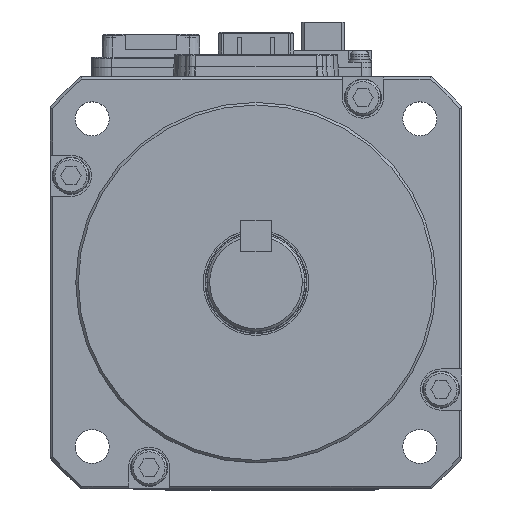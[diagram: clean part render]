
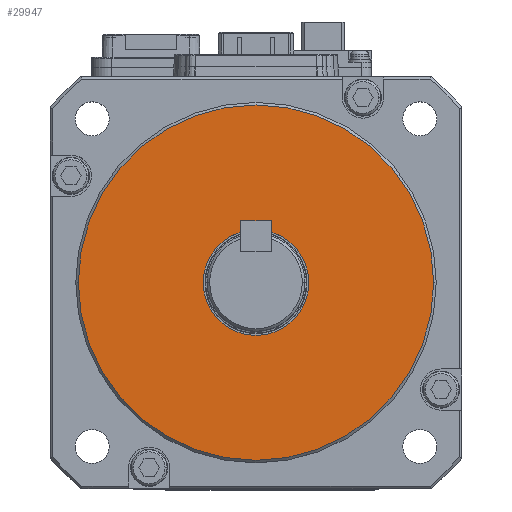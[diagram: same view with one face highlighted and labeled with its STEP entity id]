
A CAD part, top view. The second image highlights one B-rep face of the part: STEP entity #29947.
In plain terms, the highlighted planar face has unit normal (0, 0, 1).
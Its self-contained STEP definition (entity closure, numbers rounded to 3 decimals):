
#6520 = AXIS2_PLACEMENT_3D ( 'NONE', #76299, #76289, #76294 ) ;
#13722 = CARTESIAN_POINT ( 'NONE',  ( 0., 0., 50.5 ) ) ;
#13724 = DIRECTION ( 'NONE',  ( 0., 0., 1. ) ) ;
#13774 = DIRECTION ( 'NONE',  ( 1., 0., 0. ) ) ;
#25760 = CARTESIAN_POINT ( 'NONE',  ( 10.25, 0., 50.5 ) ) ;
#26381 = CARTESIAN_POINT ( 'NONE',  ( 34.5, 0., 50.5 ) ) ;
#26410 = CARTESIAN_POINT ( 'NONE',  ( -34.5, 0., 50.5 ) ) ;
#26446 = CARTESIAN_POINT ( 'NONE',  ( -10.25, 0., 50.5 ) ) ;
#29947 = ADVANCED_FACE ( 'NONE', ( #76295, #76300 ), #76278, .T. ) ;
#41493 = EDGE_CURVE ( 'NONE', #46879, #46837, #87687, .T. ) ;
#41660 = EDGE_CURVE ( 'NONE', #46226, #46878, #87853, .T. ) ;
#41905 = EDGE_LOOP ( 'NONE', ( #62674, #62464 ) ) ;
#41921 = EDGE_LOOP ( 'NONE', ( #62558, #62510 ) ) ;
#43062 = EDGE_CURVE ( 'NONE', #46878, #46226, #89612, .T. ) ;
#43166 = EDGE_CURVE ( 'NONE', #46837, #46879, #89732, .T. ) ;
#46226 = VERTEX_POINT ( 'NONE', #25760 ) ;
#46837 = VERTEX_POINT ( 'NONE', #26381 ) ;
#46878 = VERTEX_POINT ( 'NONE', #26446 ) ;
#46879 = VERTEX_POINT ( 'NONE', #26410 ) ;
#47435 = DIRECTION ( 'NONE',  ( 1., 0., 0. ) ) ;
#47537 = CARTESIAN_POINT ( 'NONE',  ( 0., 0., 50.5 ) ) ;
#47539 = DIRECTION ( 'NONE',  ( 0., 0., 1. ) ) ;
#62464 = ORIENTED_EDGE ( 'NONE', *, *, #41660, .F. ) ;
#62510 = ORIENTED_EDGE ( 'NONE', *, *, #43166, .T. ) ;
#62558 = ORIENTED_EDGE ( 'NONE', *, *, #41493, .T. ) ;
#62674 = ORIENTED_EDGE ( 'NONE', *, *, #43062, .F. ) ;
#76278 = PLANE ( 'NONE',  #6520 ) ;
#76289 = DIRECTION ( 'NONE',  ( 0., 0., 1. ) ) ;
#76294 = DIRECTION ( 'NONE',  ( 1., 0., 0. ) ) ;
#76295 = FACE_OUTER_BOUND ( 'NONE', #41921, .T. ) ;
#76299 = CARTESIAN_POINT ( 'NONE',  ( 0., 0., 50.5 ) ) ;
#76300 = FACE_BOUND ( 'NONE', #41905, .T. ) ;
#87687 = CIRCLE ( 'NONE', #87704, 34.5 ) ;
#87704 = AXIS2_PLACEMENT_3D ( 'NONE', #13722, #13724, #13774 ) ;
#87853 = CIRCLE ( 'NONE', #87855, 10.25 ) ;
#87855 = AXIS2_PLACEMENT_3D ( 'NONE', #47537, #47539, #47435 ) ;
#89612 = CIRCLE ( 'NONE', #89634, 10.25 ) ;
#89634 = AXIS2_PLACEMENT_3D ( 'NONE', #93332, #93350, #93360 ) ;
#89732 = CIRCLE ( 'NONE', #89770, 34.5 ) ;
#89770 = AXIS2_PLACEMENT_3D ( 'NONE', #95590, #95634, #95658 ) ;
#93332 = CARTESIAN_POINT ( 'NONE',  ( 0., 0., 50.5 ) ) ;
#93350 = DIRECTION ( 'NONE',  ( 0., 0., 1. ) ) ;
#93360 = DIRECTION ( 'NONE',  ( 1., 0., 0. ) ) ;
#95590 = CARTESIAN_POINT ( 'NONE',  ( 0., 0., 50.5 ) ) ;
#95634 = DIRECTION ( 'NONE',  ( 0., 0., 1. ) ) ;
#95658 = DIRECTION ( 'NONE',  ( 1., 0., 0. ) ) ;
